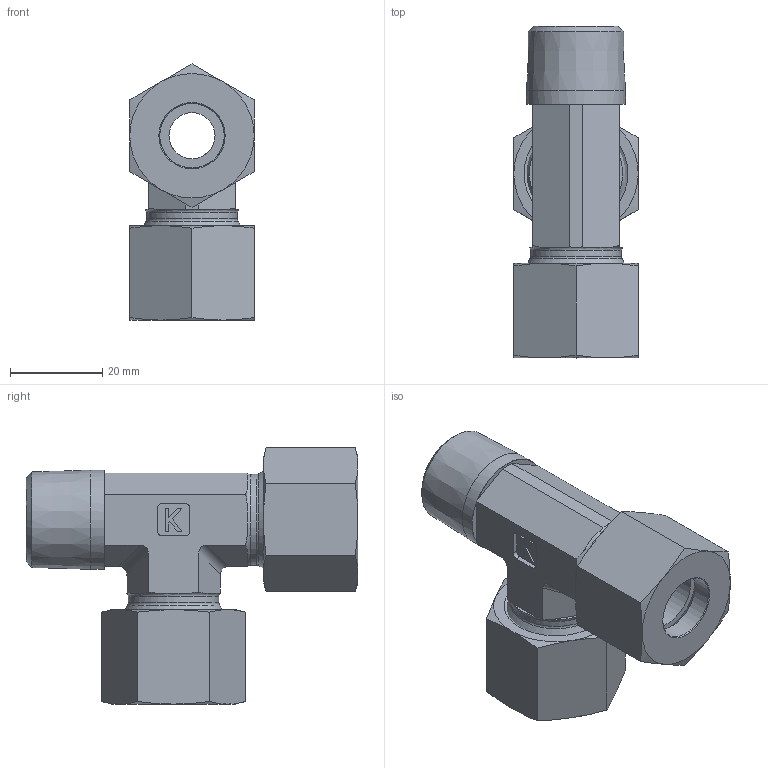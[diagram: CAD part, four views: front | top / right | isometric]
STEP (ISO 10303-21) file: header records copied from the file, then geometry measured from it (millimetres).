
FILE_DESCRIPTION((''),'2;1');
FILE_NAME('2515144822.stp','2014-08-25T11:04:09',(''),('KNOMI spol. s r. o.'),'Autodesk Inventor 2012','Autodesk Inventor 2012','');
FILE_SCHEMA(('AUTOMOTIVE_DESIGN { 1 2 10303 214 0 1 1 1 }'));
Length unit declared in the file: millimetre
Products named in the file (4): TBCR3K 14SRkuž; 40814; 3981422; 2514144822
Assembly tree (5 placements, depth 2):
  TBCR3K 14SRkuž
    40814  x2
    3981422  x2
    2514144822
Bounding box: 27 x 72 x 55.59 mm (x, y, z)
Volume: 35727.9 mm3; surface area: 19010.9 mm2
Topology: 5 solids, 5 shells, 178 faces, 449 edges, 284 vertices
Faces by surface type: plane 92, cone 47, cylinder 29, torus 10
Full cylindrical faces by diameter (mm): 10 x2, 14 x6, 16.2 x2, 19 x2, 19.7 x2, 20.376 x2, 21.518 x1, 22 x2
Entity records: 4394 total; most frequent: CARTESIAN_POINT 872, DIRECTION 680, ORIENTED_EDGE 650, EDGE_CURVE 325, AXIS2_PLACEMENT_3D 267, VERTEX_POINT 227, EDGE_LOOP 190, STYLED_ITEM 146
